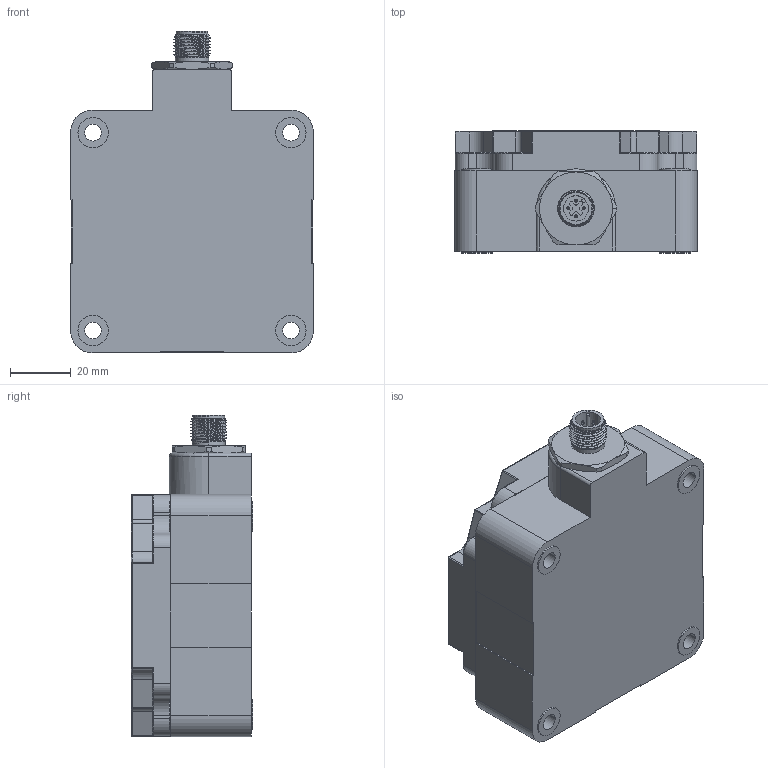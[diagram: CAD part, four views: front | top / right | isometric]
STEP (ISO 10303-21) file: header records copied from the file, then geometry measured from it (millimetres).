
FILE_DESCRIPTION(/* description */ (''),/* implementation_level */ '2;1');
FILE_NAME(/* name */ 'ELCO_Fi40-W80-CD6L-Q12.stp',/* time_stamp */ '2025-12-25T16:37:11+08:00',/* author */ (''),/* organization */ (''),/* preprocessor_version */ 'ST-DEVELOPER v16',/* originating_system */ 'SIEMENS PLM Software NX 10.0',/* authorisation */ '');
FILE_SCHEMA (('AUTOMOTIVE_DESIGN { 1 0 10303 214 3 1 1 1 }'));
Length unit declared in the file: millimetre
Products named in the file (1): Admi28308346syqi
Bounding box: 79.7 x 40 x 105.7 mm (x, y, z)
Volume: 194673.6 mm3; surface area: 44578.2 mm2
Topology: 1 solids, 4 shells, 527 faces, 1333 edges, 837 vertices
Faces by surface type: cylinder 255, plane 187, cone 32, torus 25, bspline 14, sphere 14
Entity records: 20484 total; most frequent: CARTESIAN_POINT 4265, DIRECTION 2811, ORIENTED_EDGE 2634, EDGE_CURVE 1317, AXIS2_PLACEMENT_3D 1085, VERTEX_POINT 835, LINE 641, VECTOR 641
